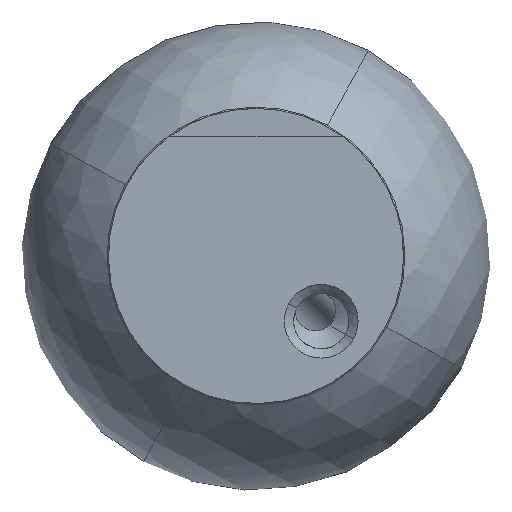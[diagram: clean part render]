
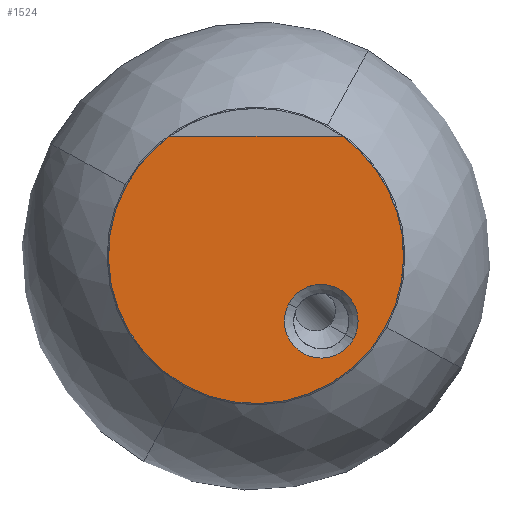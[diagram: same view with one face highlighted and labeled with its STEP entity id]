
A CAD part, left-side view. The second image highlights one B-rep face of the part: STEP entity #1524.
In plain terms, the highlighted planar face has unit normal (-1, 0, 0).
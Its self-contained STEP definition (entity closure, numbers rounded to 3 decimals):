
#24 = CARTESIAN_POINT ( 'NONE',  ( -69., -1.78, -2.577 ) ) ;
#112 = AXIS2_PLACEMENT_3D ( 'NONE', #805, #4333, #5653 ) ;
#262 = CARTESIAN_POINT ( 'NONE',  ( -69., 4.664, 6.5 ) ) ;
#275 = CARTESIAN_POINT ( 'NONE',  ( -69., -3.536, -3.536 ) ) ;
#293 = AXIS2_PLACEMENT_3D ( 'NONE', #5281, #3093, #4841 ) ;
#670 = EDGE_LOOP ( 'NONE', ( #3716, #2083 ) ) ;
#678 = ORIENTED_EDGE ( 'NONE', *, *, #5176, .F. ) ;
#805 = CARTESIAN_POINT ( 'NONE',  ( -69., 0., 0. ) ) ;
#843 = CARTESIAN_POINT ( 'NONE',  ( -69., 0., 0. ) ) ;
#847 = AXIS2_PLACEMENT_3D ( 'NONE', #5195, #2150, #1262 ) ;
#929 = AXIS2_PLACEMENT_3D ( 'NONE', #843, #3397, #3910 ) ;
#1200 = AXIS2_PLACEMENT_3D ( 'NONE', #275, #3296, #2027 ) ;
#1262 = DIRECTION ( 'NONE',  ( 0., 1., 0. ) ) ;
#1436 = DIRECTION ( 'NONE',  ( 0., 1., 0. ) ) ;
#1524 = ADVANCED_FACE ( 'NONE', ( #2328, #2818 ), #1869, .F. ) ;
#1529 = CARTESIAN_POINT ( 'NONE',  ( -69., -5.291, -4.494 ) ) ;
#1626 = VERTEX_POINT ( 'NONE', #262 ) ;
#1666 = CIRCLE ( 'NONE', #112, 8. ) ;
#1668 = EDGE_LOOP ( 'NONE', ( #2250, #2875, #678, #2398 ) ) ;
#1704 = CARTESIAN_POINT ( 'NONE',  ( -69., -7.021, -3.835 ) ) ;
#1766 = EDGE_CURVE ( 'NONE', #4555, #1626, #3043, .T. ) ;
#1869 = PLANE ( 'NONE',  #4212 ) ;
#2027 = DIRECTION ( 'NONE',  ( 0., 1., 0. ) ) ;
#2083 = ORIENTED_EDGE ( 'NONE', *, *, #3490, .T. ) ;
#2150 = DIRECTION ( 'NONE',  ( 1., 0., 0. ) ) ;
#2250 = ORIENTED_EDGE ( 'NONE', *, *, #1766, .T. ) ;
#2328 = FACE_BOUND ( 'NONE', #670, .T. ) ;
#2398 = ORIENTED_EDGE ( 'NONE', *, *, #5276, .F. ) ;
#2439 = VERTEX_POINT ( 'NONE', #1529 ) ;
#2695 = CARTESIAN_POINT ( 'NONE',  ( -69., 0., 6.5 ) ) ;
#2818 = FACE_OUTER_BOUND ( 'NONE', #1668, .T. ) ;
#2875 = ORIENTED_EDGE ( 'NONE', *, *, #3903, .F. ) ;
#2994 = CARTESIAN_POINT ( 'NONE',  ( -69., 7.021, 3.835 ) ) ;
#3043 = LINE ( 'NONE', #2695, #3122 ) ;
#3093 = DIRECTION ( 'NONE',  ( 1., 0., 0. ) ) ;
#3122 = VECTOR ( 'NONE', #4794, 1000. ) ;
#3123 = CARTESIAN_POINT ( 'NONE',  ( -69., -4.664, 6.5 ) ) ;
#3276 = VERTEX_POINT ( 'NONE', #24 ) ;
#3296 = DIRECTION ( 'NONE',  ( 1., 0., 0. ) ) ;
#3397 = DIRECTION ( 'NONE',  ( 1., 0., 0. ) ) ;
#3402 = CIRCLE ( 'NONE', #929, 8. ) ;
#3490 = EDGE_CURVE ( 'NONE', #3276, #2439, #4964, .T. ) ;
#3716 = ORIENTED_EDGE ( 'NONE', *, *, #4366, .T. ) ;
#3903 = EDGE_CURVE ( 'NONE', #5007, #1626, #3402, .T. ) ;
#3910 = DIRECTION ( 'NONE',  ( 0., 1., 0. ) ) ;
#4082 = CARTESIAN_POINT ( 'NONE',  ( -69., 8., 0. ) ) ;
#4212 = AXIS2_PLACEMENT_3D ( 'NONE', #4082, #5437, #1436 ) ;
#4237 = CIRCLE ( 'NONE', #293, 2. ) ;
#4333 = DIRECTION ( 'NONE',  ( 1., 0., 0. ) ) ;
#4366 = EDGE_CURVE ( 'NONE', #2439, #3276, #4237, .T. ) ;
#4418 = CIRCLE ( 'NONE', #847, 8. ) ;
#4555 = VERTEX_POINT ( 'NONE', #3123 ) ;
#4651 = VERTEX_POINT ( 'NONE', #1704 ) ;
#4794 = DIRECTION ( 'NONE',  ( 0., 1., 0. ) ) ;
#4841 = DIRECTION ( 'NONE',  ( 0., 1., 0. ) ) ;
#4964 = CIRCLE ( 'NONE', #1200, 2. ) ;
#5007 = VERTEX_POINT ( 'NONE', #2994 ) ;
#5176 = EDGE_CURVE ( 'NONE', #4651, #5007, #1666, .T. ) ;
#5195 = CARTESIAN_POINT ( 'NONE',  ( -69., 0., 0. ) ) ;
#5276 = EDGE_CURVE ( 'NONE', #4555, #4651, #4418, .T. ) ;
#5281 = CARTESIAN_POINT ( 'NONE',  ( -69., -3.536, -3.536 ) ) ;
#5437 = DIRECTION ( 'NONE',  ( 1., 0., 0. ) ) ;
#5653 = DIRECTION ( 'NONE',  ( 0., 1., 0. ) ) ;
